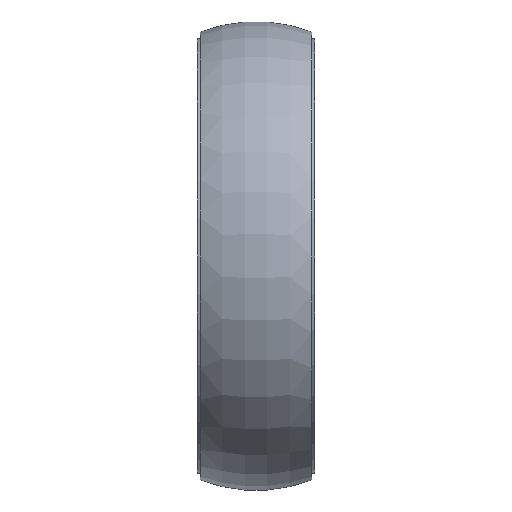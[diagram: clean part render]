
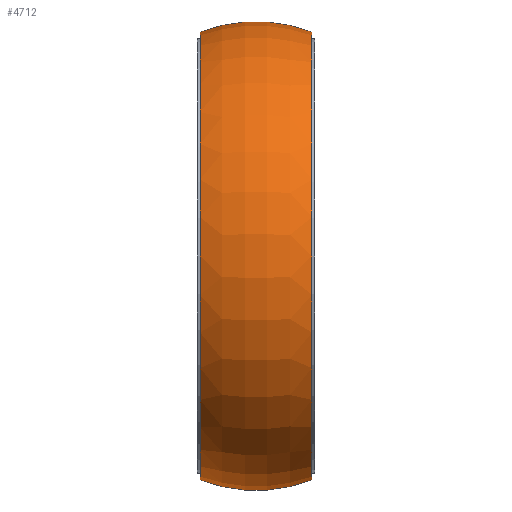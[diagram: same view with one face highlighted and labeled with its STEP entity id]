
A CAD part, left-side view. The second image highlights one B-rep face of the part: STEP entity #4712.
In plain terms, the highlighted toroidal (fillet/blend) face has major radius 17.309 mm and minor radius 33.491 mm.
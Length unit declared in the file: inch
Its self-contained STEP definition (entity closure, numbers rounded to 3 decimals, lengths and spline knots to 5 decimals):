
#91 = CIRCLE ( 'NONE', #2450, 1.9105 ) ;
#176 = TOROIDAL_SURFACE ( 'NONE', #5780, 0.68147, 1.31853 ) ;
#364 = DIRECTION ( 'NONE',  ( 0., -1., 0. ) ) ;
#403 = AXIS2_PLACEMENT_3D ( 'NONE', #2961, #3004, #5308 ) ;
#404 = EDGE_CURVE ( 'NONE', #1699, #1178, #1648, .T. ) ;
#469 = ORIENTED_EDGE ( 'NONE', *, *, #404, .T. ) ;
#988 = DIRECTION ( 'NONE',  ( 0., 0., -1. ) ) ;
#1178 = VERTEX_POINT ( 'NONE', #3478 ) ;
#1450 = CARTESIAN_POINT ( 'NONE',  ( 0., 0.4775, -1.9105 ) ) ;
#1531 = CARTESIAN_POINT ( 'NONE',  ( 0., 0.4775, 0. ) ) ;
#1534 = VERTEX_POINT ( 'NONE', #3147 ) ;
#1648 = CIRCLE ( 'NONE', #3345, 1.31853 ) ;
#1699 = VERTEX_POINT ( 'NONE', #1450 ) ;
#1826 = ORIENTED_EDGE ( 'NONE', *, *, #4522, .F. ) ;
#1894 = DIRECTION ( 'NONE',  ( 0., 0., 1. ) ) ;
#1931 = CARTESIAN_POINT ( 'NONE',  ( 0., 0., -0.68147 ) ) ;
#2042 = ORIENTED_EDGE ( 'NONE', *, *, #3097, .T. ) ;
#2354 = DIRECTION ( 'NONE',  ( -1., 0., 0. ) ) ;
#2450 = AXIS2_PLACEMENT_3D ( 'NONE', #3104, #364, #4541 ) ;
#2961 = CARTESIAN_POINT ( 'NONE',  ( 0., 0., 0.68147 ) ) ;
#3004 = DIRECTION ( 'NONE',  ( 1., 0., 0. ) ) ;
#3097 = EDGE_CURVE ( 'NONE', #1534, #1699, #3964, .T. ) ;
#3104 = CARTESIAN_POINT ( 'NONE',  ( 0., -0.4775, 0. ) ) ;
#3147 = CARTESIAN_POINT ( 'NONE',  ( 0., 0.4775, 1.9105 ) ) ;
#3266 = EDGE_LOOP ( 'NONE', ( #4005, #2042, #469, #1826 ) ) ;
#3345 = AXIS2_PLACEMENT_3D ( 'NONE', #1931, #2354, #1894 ) ;
#3394 = AXIS2_PLACEMENT_3D ( 'NONE', #1531, #5658, #4748 ) ;
#3478 = CARTESIAN_POINT ( 'NONE',  ( 0., -0.4775, -1.9105 ) ) ;
#3688 = CIRCLE ( 'NONE', #403, 1.31853 ) ;
#3964 = CIRCLE ( 'NONE', #3394, 1.9105 ) ;
#4005 = ORIENTED_EDGE ( 'NONE', *, *, #4856, .F. ) ;
#4522 = EDGE_CURVE ( 'NONE', #5767, #1178, #91, .T. ) ;
#4541 = DIRECTION ( 'NONE',  ( 0., 0., -1. ) ) ;
#4662 = CARTESIAN_POINT ( 'NONE',  ( 0., 0., 0. ) ) ;
#4705 = DIRECTION ( 'NONE',  ( 0., -1., 0. ) ) ;
#4712 = ADVANCED_FACE ( 'NONE', ( #4765 ), #176, .T. ) ;
#4748 = DIRECTION ( 'NONE',  ( 0., 0., -1. ) ) ;
#4765 = FACE_OUTER_BOUND ( 'NONE', #3266, .T. ) ;
#4769 = CARTESIAN_POINT ( 'NONE',  ( 0., -0.4775, 1.9105 ) ) ;
#4856 = EDGE_CURVE ( 'NONE', #1534, #5767, #3688, .T. ) ;
#5308 = DIRECTION ( 'NONE',  ( 0., 0., -1. ) ) ;
#5658 = DIRECTION ( 'NONE',  ( 0., -1., 0. ) ) ;
#5767 = VERTEX_POINT ( 'NONE', #4769 ) ;
#5780 = AXIS2_PLACEMENT_3D ( 'NONE', #4662, #4705, #988 ) ;
